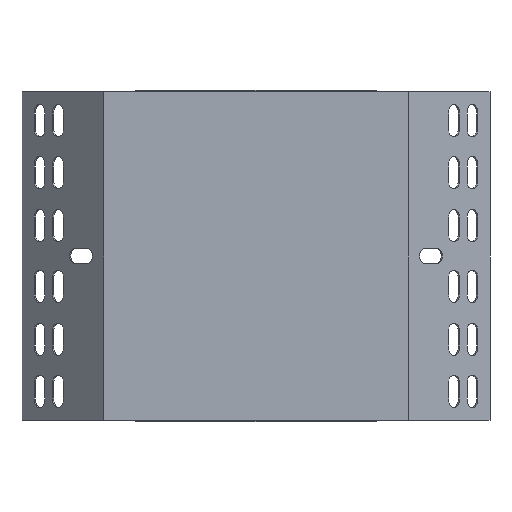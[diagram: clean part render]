
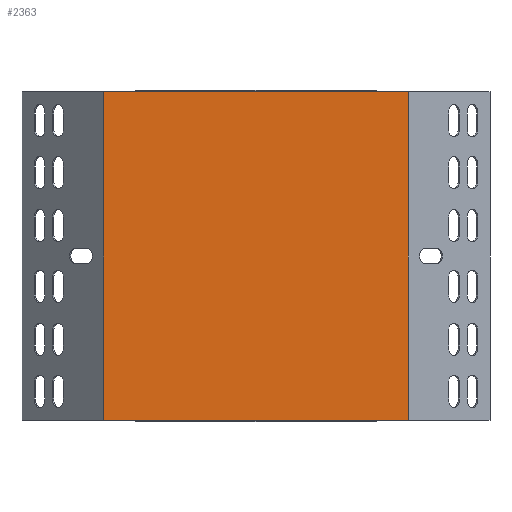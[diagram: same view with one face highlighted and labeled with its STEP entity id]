
A CAD part, front view. The second image highlights one B-rep face of the part: STEP entity #2363.
In plain terms, the highlighted planar face has unit normal (0, -1, 0).
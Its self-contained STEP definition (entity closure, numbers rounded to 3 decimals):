
#442 = LINE ( 'NONE', #4255, #2676 ) ;
#449 = EDGE_CURVE ( 'NONE', #2189, #4997, #2370, .T. ) ;
#660 = CARTESIAN_POINT ( 'NONE',  ( -92.299, -23.927, 50.8 ) ) ;
#804 = EDGE_CURVE ( 'NONE', #3176, #2189, #2359, .T. ) ;
#870 = PLANE ( 'NONE',  #3395 ) ;
#946 = ORIENTED_EDGE ( 'NONE', *, *, #804, .T. ) ;
#1033 = EDGE_CURVE ( 'NONE', #4886, #4997, #4701, .T. ) ;
#1308 = CARTESIAN_POINT ( 'NONE',  ( -91.968, -23.927, 50. ) ) ;
#1416 = DIRECTION ( 'NONE',  ( 0., 0., 1. ) ) ;
#1551 = CARTESIAN_POINT ( 'NONE',  ( 48.063, -23.927, 50.8 ) ) ;
#1564 = CARTESIAN_POINT ( 'NONE',  ( 48.063, -23.927, -100.8 ) ) ;
#1653 = CARTESIAN_POINT ( 'NONE',  ( 48.063, -23.927, -100.612 ) ) ;
#1736 = DIRECTION ( 'NONE',  ( 0., 0., 1. ) ) ;
#1928 = EDGE_CURVE ( 'NONE', #3176, #4886, #442, .T. ) ;
#1965 = EDGE_LOOP ( 'NONE', ( #946, #2087, #4277, #5187 ) ) ;
#2087 = ORIENTED_EDGE ( 'NONE', *, *, #449, .T. ) ;
#2189 = VERTEX_POINT ( 'NONE', #1564 ) ;
#2232 = VECTOR ( 'NONE', #1416, 1000. ) ;
#2334 = CARTESIAN_POINT ( 'NONE',  ( -92.299, -23.927, -100.8 ) ) ;
#2359 = LINE ( 'NONE', #4297, #4504 ) ;
#2363 = ADVANCED_FACE ( 'NONE', ( #5132 ), #870, .F. ) ;
#2370 = LINE ( 'NONE', #1653, #2232 ) ;
#2676 = VECTOR ( 'NONE', #4131, 1000. ) ;
#3176 = VERTEX_POINT ( 'NONE', #2334 ) ;
#3364 = DIRECTION ( 'NONE',  ( 1., 0., 0. ) ) ;
#3379 = CARTESIAN_POINT ( 'NONE',  ( -93.203, -23.927, 50.8 ) ) ;
#3395 = AXIS2_PLACEMENT_3D ( 'NONE', #1308, #4224, #1736 ) ;
#3777 = VECTOR ( 'NONE', #3364, 1000. ) ;
#4131 = DIRECTION ( 'NONE',  ( 0., 0., 1. ) ) ;
#4224 = DIRECTION ( 'NONE',  ( 0., 1., 0. ) ) ;
#4255 = CARTESIAN_POINT ( 'NONE',  ( -92.299, -23.927, -100.612 ) ) ;
#4277 = ORIENTED_EDGE ( 'NONE', *, *, #1033, .F. ) ;
#4287 = DIRECTION ( 'NONE',  ( 1., 0., 0. ) ) ;
#4297 = CARTESIAN_POINT ( 'NONE',  ( -93.203, -23.927, -100.8 ) ) ;
#4504 = VECTOR ( 'NONE', #4287, 1000. ) ;
#4701 = LINE ( 'NONE', #3379, #3777 ) ;
#4886 = VERTEX_POINT ( 'NONE', #660 ) ;
#4997 = VERTEX_POINT ( 'NONE', #1551 ) ;
#5132 = FACE_OUTER_BOUND ( 'NONE', #1965, .T. ) ;
#5187 = ORIENTED_EDGE ( 'NONE', *, *, #1928, .F. ) ;
